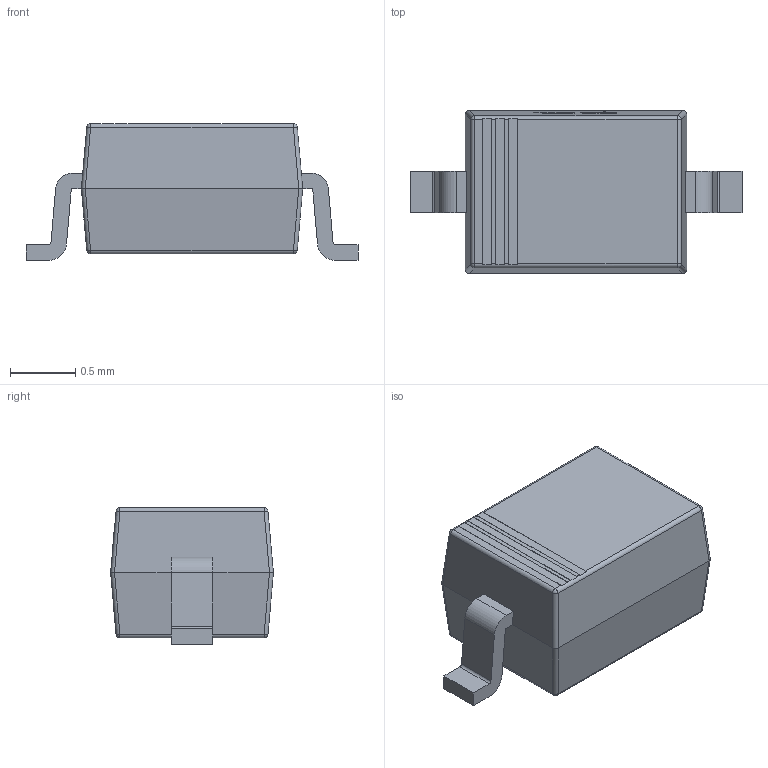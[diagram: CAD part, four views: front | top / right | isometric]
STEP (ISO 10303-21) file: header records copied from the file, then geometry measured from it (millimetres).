
FILE_DESCRIPTION (( 'STEP AP214' ), '1' );
FILE_NAME ('SOD-323_L1.7-W1.3-LS2.6-RD-1.step', '2022-07-29T07:50:29', ( '' ), ( '' ), 'SwSTEP 2.0', 'SolidWorks 2020', '' );
FILE_SCHEMA (( 'AUTOMOTIVE_DESIGN' ));
Length unit declared in the file: millimetre
Products named in the file (1): SOD-323_L1.7-W1.3-LS2.6-RD-1
Bounding box: 2.55 x 1.25 x 1.05 mm (x, y, z)
Volume: 2.1 mm3; surface area: 10.9 mm2
Topology: 1 solids, 1 shells, 296 faces, 789 edges, 514 vertices
Faces by surface type: plane 166, bspline 98, cylinder 24, sphere 8
Entity records: 12919 total; most frequent: CARTESIAN_POINT 2918, ORIENTED_EDGE 1578, DIRECTION 1035, EDGE_CURVE 789, VECTOR 533, LINE 533, VERTEX_POINT 514, EDGE_LOOP 315
